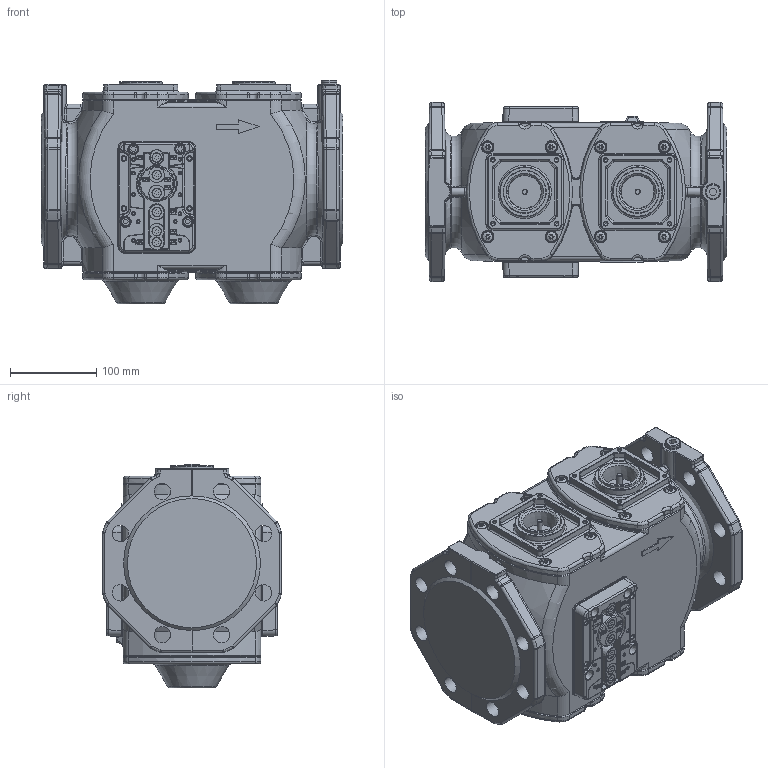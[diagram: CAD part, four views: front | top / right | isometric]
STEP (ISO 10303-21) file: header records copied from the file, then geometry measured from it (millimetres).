
FILE_DESCRIPTION(/* description */ (''),/* implementation_level */ '2;1');
FILE_NAME(/* name */ 'A5W00027875_02.stp',/* time_stamp */ '2018-07-02T08:37:53+02:00',/* author */ (''),/* organization */ (''),/* preprocessor_version */ 'ST-DEVELOPER v16',/* originating_system */ 'SIEMENS PLM Software NX 10.0',/* authorisation */ '');
FILE_SCHEMA (('AUTOMOTIVE_DESIGN { 1 0 10303 214 3 1 1 1 }'));
Products named in the file (1): Gant19840255871y
Bounding box: 350 x 208 x 259.8 mm (x, y, z)
Volume: 11315363.8 mm3; surface area: 480437.4 mm2
Topology: 1 solids, 2 shells, 2951 faces, 7251 edges, 4484 vertices
Faces by surface type: plane 980, cylinder 901, bspline 332, cone 303, torus 247, extrusion 120, sphere 68
Full cylindrical faces by diameter (mm): 4.351 x8, 6 x4, 10 x8, 10.5 x12, 11 x12, 13 x16, 13.5 x1, 14 x16, 18 x1, 18.5 x1, 19 x16, 50 x2
Entity records: 96192 total; most frequent: CARTESIAN_POINT 31750, ORIENTED_EDGE 13214, DIRECTION 12840, EDGE_CURVE 6607, AXIS2_PLACEMENT_3D 5009, VERTEX_POINT 4315, EDGE_LOOP 3630, ADVANCED_FACE 2951
